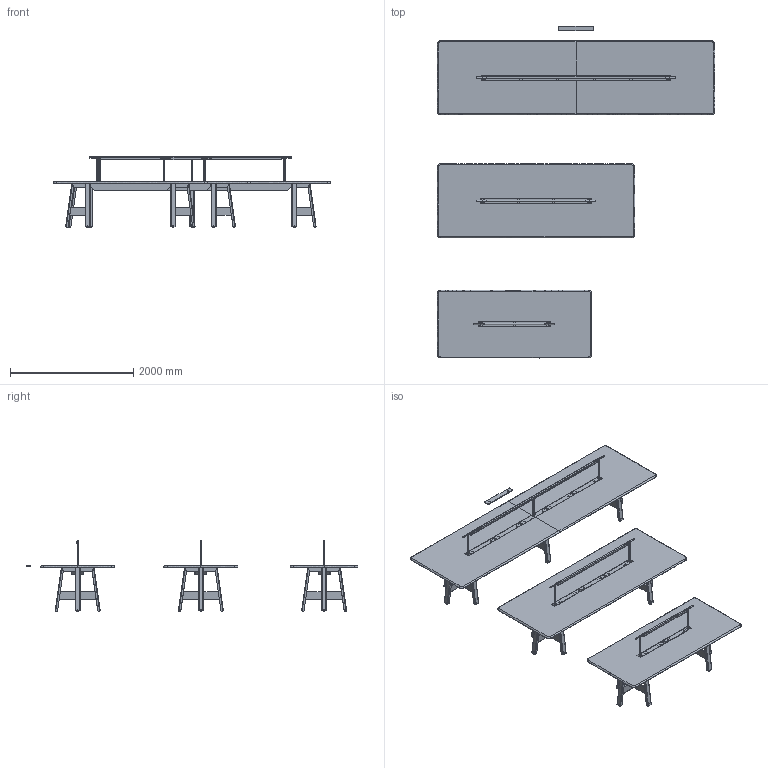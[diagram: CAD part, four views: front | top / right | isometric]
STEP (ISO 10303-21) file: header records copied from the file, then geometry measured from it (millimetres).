
FILE_DESCRIPTION(/* description */ (''),/* implementation_level */ '2;1');
FILE_NAME(/* name */ 'Hive Worktable_3D',/* time_stamp */ '2025-09-04T11:44:03+02:00',/* author */ (''),/* organization */ (''),/* preprocessor_version */ 'ST-DEVELOPER v16.5',/* originating_system */ '',/* authorisation */ '');
FILE_SCHEMA (('CONFIG_CONTROL_DESIGN'));
Products named in the file (3): Document; Gamba CX; 31163_gamba est L.730MM
Assembly tree (4 placements, depth 2):
  Document
    Gamba CX
    31163_gamba est L.730MM  x3
Bounding box: 4500 x 5389 x 1143.98 mm (x, y, z)
Volume: 448395300.1 mm3; surface area: 40504858.2 mm2
Topology: 178 solids, 178 shells, 2727 faces, 6306 edges, 3994 vertices
Faces by surface type: plane 1231, cylinder 1172, bspline 324
Entity records: 81865 total; most frequent: CARTESIAN_POINT 42412, ORIENTED_EDGE 11584, EDGE_CURVE 5792, VERTEX_POINT 3674, EDGE_LOOP 2926, B_SPLINE_CURVE_WITH_KNOTS 2855, ADVANCED_FACE 2507, FACE_OUTER_BOUND 2507
